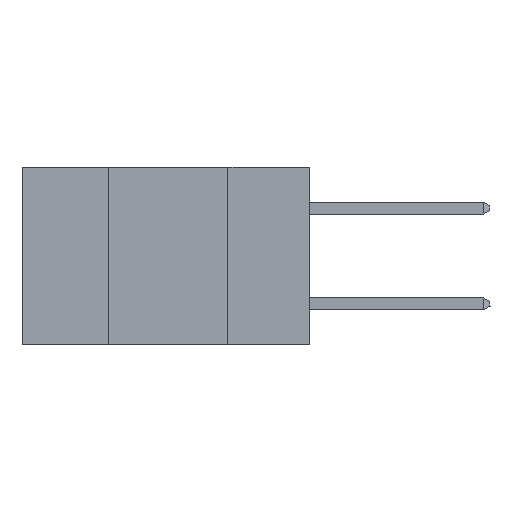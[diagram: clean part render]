
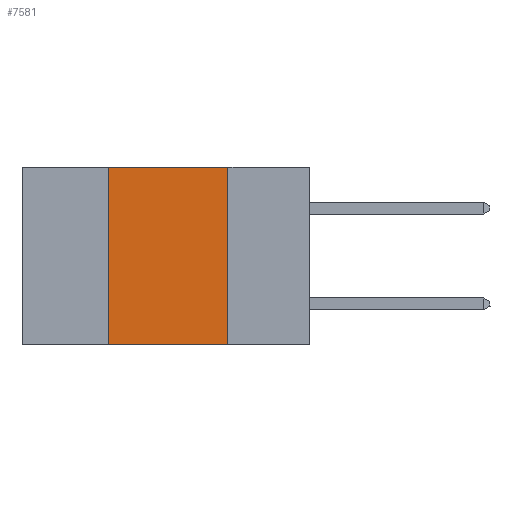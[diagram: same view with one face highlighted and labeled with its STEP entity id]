
A CAD part, left-side view. The second image highlights one B-rep face of the part: STEP entity #7581.
In plain terms, the highlighted planar face has unit normal (-1, 0, 0).
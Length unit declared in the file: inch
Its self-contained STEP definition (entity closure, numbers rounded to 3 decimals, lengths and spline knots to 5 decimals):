
#996 = CARTESIAN_POINT ( 'NONE',  ( 0., 0.17, 0. ) ) ;
#1636 = CARTESIAN_POINT ( 'NONE',  ( 0., 0.17, 0. ) ) ;
#2020 = ORIENTED_EDGE ( 'NONE', *, *, #5802, .F. ) ;
#3025 = VERTEX_POINT ( 'NONE', #18186 ) ;
#3571 = LINE ( 'NONE', #30038, #10739 ) ;
#4802 = CARTESIAN_POINT ( 'NONE',  ( 0., 0.6, 0. ) ) ;
#5461 = VECTOR ( 'NONE', #19280, 39.37008 ) ;
#5796 = AXIS2_PLACEMENT_3D ( 'NONE', #20437, #6064, #15851 ) ;
#5802 = EDGE_CURVE ( 'NONE', #15921, #3025, #24363, .T. ) ;
#6064 = DIRECTION ( 'NONE',  ( 1., 0., 0. ) ) ;
#6806 = EDGE_CURVE ( 'NONE', #18181, #12938, #13024, .T. ) ;
#7424 = ORIENTED_EDGE ( 'NONE', *, *, #17224, .F. ) ;
#7581 = ADVANCED_FACE ( 'NONE', ( #18583 ), #15737, .F. ) ;
#7876 = EDGE_CURVE ( 'NONE', #18181, #3025, #3571, .T. ) ;
#8125 = VECTOR ( 'NONE', #21677, 39.37008 ) ;
#9304 = CARTESIAN_POINT ( 'NONE',  ( 0., 0.42, 0. ) ) ;
#9605 = CARTESIAN_POINT ( 'NONE',  ( 0., 0.42, 0. ) ) ;
#10396 = EDGE_LOOP ( 'NONE', ( #2020, #7424, #10996, #12237 ) ) ;
#10739 = VECTOR ( 'NONE', #11225, 39.37008 ) ;
#10996 = ORIENTED_EDGE ( 'NONE', *, *, #6806, .F. ) ;
#11225 = DIRECTION ( 'NONE',  ( 0., -1., 0. ) ) ;
#12237 = ORIENTED_EDGE ( 'NONE', *, *, #7876, .T. ) ;
#12938 = VERTEX_POINT ( 'NONE', #9304 ) ;
#13024 = LINE ( 'NONE', #9605, #8125 ) ;
#15647 = LINE ( 'NONE', #4802, #5461 ) ;
#15737 = PLANE ( 'NONE',  #5796 ) ;
#15851 = DIRECTION ( 'NONE',  ( 0., 0., -1. ) ) ;
#15921 = VERTEX_POINT ( 'NONE', #996 ) ;
#17224 = EDGE_CURVE ( 'NONE', #12938, #15921, #15647, .T. ) ;
#18181 = VERTEX_POINT ( 'NONE', #18295 ) ;
#18186 = CARTESIAN_POINT ( 'NONE',  ( 0., 0.17, -0.37 ) ) ;
#18295 = CARTESIAN_POINT ( 'NONE',  ( 0., 0.42, -0.37 ) ) ;
#18583 = FACE_OUTER_BOUND ( 'NONE', #10396, .T. ) ;
#19280 = DIRECTION ( 'NONE',  ( 0., -1., 0. ) ) ;
#20437 = CARTESIAN_POINT ( 'NONE',  ( 0., 0.6, 0. ) ) ;
#21677 = DIRECTION ( 'NONE',  ( 0., 0., 1. ) ) ;
#22899 = DIRECTION ( 'NONE',  ( 0., 0., -1. ) ) ;
#24363 = LINE ( 'NONE', #1636, #27367 ) ;
#27367 = VECTOR ( 'NONE', #22899, 39.37008 ) ;
#30038 = CARTESIAN_POINT ( 'NONE',  ( 0., 0.6, -0.37 ) ) ;
